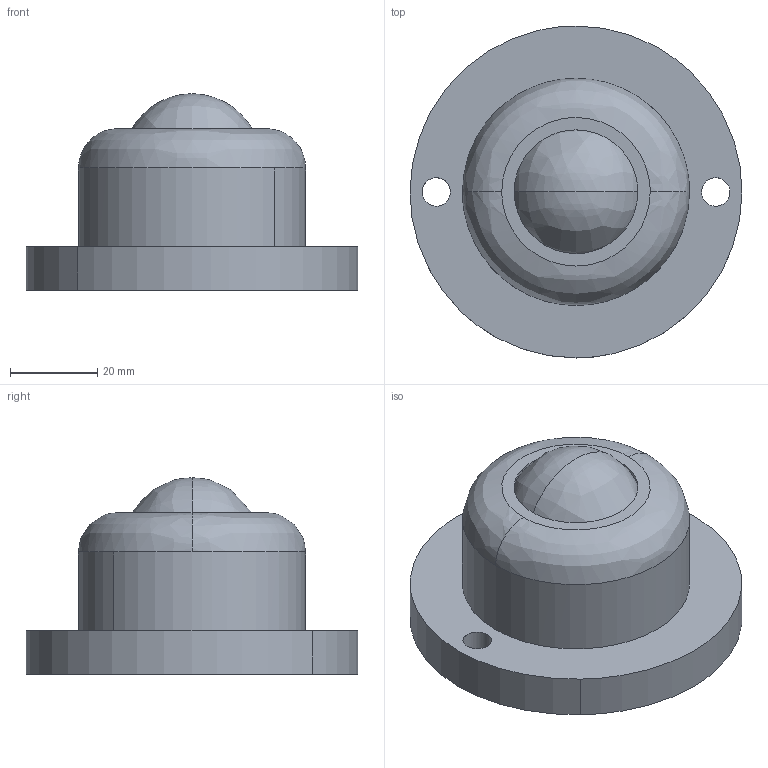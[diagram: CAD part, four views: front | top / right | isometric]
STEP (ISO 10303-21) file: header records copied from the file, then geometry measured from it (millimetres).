
FILE_DESCRIPTION((''),'2;1');
FILE_NAME('','2009-01-19T13:46:28',(''),(''),'','CADfix','');
FILE_SCHEMA(('AUTOMOTIVE_DESIGN { 1 0 10303 214 1 1 1 1 }'));
Length unit declared in the file: millimetre
Bounding box: 76 x 76 x 45 mm (x, y, z)
Volume: 61656.4 mm3; surface area: 26950.6 mm2
Topology: 2 solids, 2 shells, 90 faces, 473 edges, 393 vertices
Faces by surface type: bspline 90
Entity records: 7043 total; most frequent: CARTESIAN_POINT 4340, ORIENTED_EDGE 946, EDGE_CURVE 473, VERTEX_POINT 393, B_SPLINE_CURVE_WITH_KNOTS 393, EDGE_LOOP 138, FACE_OUTER_BOUND 90, ADVANCED_FACE 90
